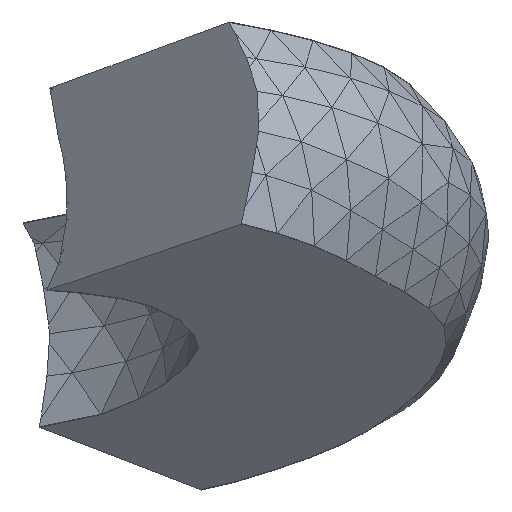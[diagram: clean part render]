
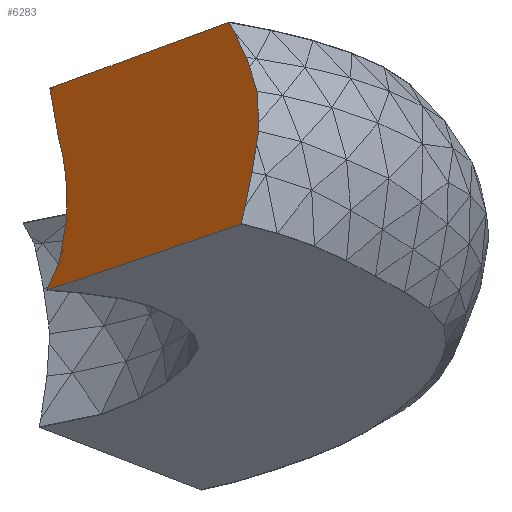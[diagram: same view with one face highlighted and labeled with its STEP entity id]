
A CAD part, front view. The second image highlights one B-rep face of the part: STEP entity #6283.
In plain terms, the highlighted planar face has unit normal (-0.698, -0.664, 0.269).
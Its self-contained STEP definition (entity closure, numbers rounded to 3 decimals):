
#449=FACE_OUTER_BOUND('',#884,.T.);
#884=EDGE_LOOP('',(#5390,#5391,#5392,#5393,#5394,#5395,#5396,#5397,#5398,
#5399,#5400,#5401,#5402,#5403,#5404,#5405,#5406,#5407,#5408,#5409,#5410,
#5411,#5412,#5413,#5414,#5415));
#924=LINE('',#8512,#1751);
#1007=LINE('',#8681,#1834);
#1054=LINE('',#8772,#1881);
#1145=LINE('',#8953,#1972);
#1148=LINE('',#8959,#1975);
#1172=LINE('',#9006,#1999);
#1413=LINE('',#9489,#2240);
#1430=LINE('',#9524,#2257);
#1432=LINE('',#9528,#2259);
#1489=LINE('',#9646,#2316);
#1580=LINE('',#9806,#2407);
#1680=LINE('',#10001,#2507);
#1684=LINE('',#10010,#2511);
#1687=LINE('',#10038,#2514);
#1689=LINE('',#10042,#2516);
#1691=LINE('',#10046,#2518);
#1693=LINE('',#10050,#2520);
#1695=LINE('',#10054,#2522);
#1697=LINE('',#10058,#2524);
#1699=LINE('',#10062,#2526);
#1701=LINE('',#10066,#2528);
#1703=LINE('',#10070,#2530);
#1705=LINE('',#10074,#2532);
#1707=LINE('',#10078,#2534);
#1709=LINE('',#10082,#2536);
#1711=LINE('',#10085,#2538);
#1751=VECTOR('',#6791,10.);
#1834=VECTOR('',#6894,10.);
#1881=VECTOR('',#6983,10.);
#1972=VECTOR('',#7194,10.);
#1975=VECTOR('',#7199,10.);
#1999=VECTOR('',#7269,10.);
#2240=VECTOR('',#7718,10.);
#2257=VECTOR('',#7759,10.);
#2259=VECTOR('',#7763,10.);
#2316=VECTOR('',#7864,10.);
#2407=VECTOR('',#8031,10.);
#2507=VECTOR('',#8313,10.);
#2511=VECTOR('',#8327,10.);
#2514=VECTOR('',#8378,10.);
#2516=VECTOR('',#8382,10.);
#2518=VECTOR('',#8386,10.);
#2520=VECTOR('',#8390,10.);
#2522=VECTOR('',#8394,10.);
#2524=VECTOR('',#8398,10.);
#2526=VECTOR('',#8402,10.);
#2528=VECTOR('',#8406,10.);
#2530=VECTOR('',#8410,10.);
#2532=VECTOR('',#8414,10.);
#2534=VECTOR('',#8418,10.);
#2536=VECTOR('',#8422,10.);
#2538=VECTOR('',#8426,10.);
#2571=VERTEX_POINT('',#8510);
#2572=VERTEX_POINT('',#8511);
#2647=VERTEX_POINT('',#8679);
#2648=VERTEX_POINT('',#8680);
#2671=VERTEX_POINT('',#8771);
#2701=VERTEX_POINT('',#8952);
#2703=VERTEX_POINT('',#8958);
#2841=VERTEX_POINT('',#9488);
#2847=VERTEX_POINT('',#9523);
#2848=VERTEX_POINT('',#9527);
#2886=VERTEX_POINT('',#9644);
#2887=VERTEX_POINT('',#9645);
#2918=VERTEX_POINT('',#9805);
#2922=VERTEX_POINT('',#10000);
#2923=VERTEX_POINT('',#10037);
#2924=VERTEX_POINT('',#10041);
#2925=VERTEX_POINT('',#10045);
#2926=VERTEX_POINT('',#10049);
#2927=VERTEX_POINT('',#10053);
#2928=VERTEX_POINT('',#10057);
#2929=VERTEX_POINT('',#10061);
#2930=VERTEX_POINT('',#10065);
#2931=VERTEX_POINT('',#10069);
#2932=VERTEX_POINT('',#10073);
#2933=VERTEX_POINT('',#10077);
#2934=VERTEX_POINT('',#10081);
#2974=EDGE_CURVE('',#2571,#2572,#924,.T.);
#3057=EDGE_CURVE('',#2647,#2648,#1007,.T.);
#3104=EDGE_CURVE('',#2671,#2647,#1054,.T.);
#3195=EDGE_CURVE('',#2701,#2671,#1145,.T.);
#3198=EDGE_CURVE('',#2703,#2701,#1148,.T.);
#3222=EDGE_CURVE('',#2572,#2703,#1172,.T.);
#3463=EDGE_CURVE('',#2841,#2571,#1413,.T.);
#3480=EDGE_CURVE('',#2847,#2841,#1430,.T.);
#3482=EDGE_CURVE('',#2848,#2847,#1432,.T.);
#3539=EDGE_CURVE('',#2886,#2887,#1489,.T.);
#3630=EDGE_CURVE('',#2887,#2918,#1580,.T.);
#3730=EDGE_CURVE('',#2922,#2848,#1680,.T.);
#3734=EDGE_CURVE('',#2918,#2922,#1684,.T.);
#3737=EDGE_CURVE('',#2648,#2923,#1687,.T.);
#3739=EDGE_CURVE('',#2923,#2924,#1689,.T.);
#3741=EDGE_CURVE('',#2924,#2925,#1691,.T.);
#3743=EDGE_CURVE('',#2925,#2926,#1693,.T.);
#3745=EDGE_CURVE('',#2926,#2927,#1695,.T.);
#3747=EDGE_CURVE('',#2927,#2928,#1697,.T.);
#3749=EDGE_CURVE('',#2928,#2929,#1699,.T.);
#3751=EDGE_CURVE('',#2929,#2930,#1701,.T.);
#3753=EDGE_CURVE('',#2930,#2931,#1703,.T.);
#3755=EDGE_CURVE('',#2931,#2932,#1705,.T.);
#3757=EDGE_CURVE('',#2932,#2933,#1707,.T.);
#3759=EDGE_CURVE('',#2933,#2934,#1709,.T.);
#3761=EDGE_CURVE('',#2934,#2886,#1711,.T.);
#5390=ORIENTED_EDGE('',*,*,#3737,.T.);
#5391=ORIENTED_EDGE('',*,*,#3739,.T.);
#5392=ORIENTED_EDGE('',*,*,#3741,.T.);
#5393=ORIENTED_EDGE('',*,*,#3743,.T.);
#5394=ORIENTED_EDGE('',*,*,#3745,.T.);
#5395=ORIENTED_EDGE('',*,*,#3747,.T.);
#5396=ORIENTED_EDGE('',*,*,#3749,.T.);
#5397=ORIENTED_EDGE('',*,*,#3751,.T.);
#5398=ORIENTED_EDGE('',*,*,#3753,.T.);
#5399=ORIENTED_EDGE('',*,*,#3755,.T.);
#5400=ORIENTED_EDGE('',*,*,#3757,.T.);
#5401=ORIENTED_EDGE('',*,*,#3759,.T.);
#5402=ORIENTED_EDGE('',*,*,#3761,.T.);
#5403=ORIENTED_EDGE('',*,*,#3539,.T.);
#5404=ORIENTED_EDGE('',*,*,#3630,.T.);
#5405=ORIENTED_EDGE('',*,*,#3734,.T.);
#5406=ORIENTED_EDGE('',*,*,#3730,.T.);
#5407=ORIENTED_EDGE('',*,*,#3482,.T.);
#5408=ORIENTED_EDGE('',*,*,#3480,.T.);
#5409=ORIENTED_EDGE('',*,*,#3463,.T.);
#5410=ORIENTED_EDGE('',*,*,#2974,.T.);
#5411=ORIENTED_EDGE('',*,*,#3222,.T.);
#5412=ORIENTED_EDGE('',*,*,#3198,.T.);
#5413=ORIENTED_EDGE('',*,*,#3195,.T.);
#5414=ORIENTED_EDGE('',*,*,#3104,.T.);
#5415=ORIENTED_EDGE('',*,*,#3057,.T.);
#5849=PLANE('',#6731);
#6283=ADVANCED_FACE('',(#449),#5849,.T.);
#6731=AXIS2_PLACEMENT_3D('',#10086,#8427,#8428);
#6791=DIRECTION('',(-0.717,0.645,-0.265));
#6894=DIRECTION('',(0.119,-0.477,-0.871));
#6983=DIRECTION('',(0.195,-0.537,-0.821));
#7194=DIRECTION('',(0.147,-0.5,-0.854));
#7199=DIRECTION('',(0.216,-0.552,-0.805));
#7269=DIRECTION('',(0.,-0.375,-0.927));
#7718=DIRECTION('',(-0.002,0.377,0.926));
#7759=DIRECTION('',(-0.353,0.645,0.678));
#7763=DIRECTION('',(-0.336,0.634,0.696));
#7864=DIRECTION('',(0.004,0.371,0.928));
#8031=DIRECTION('',(-0.045,0.415,0.909));
#8313=DIRECTION('',(-0.259,0.583,0.77));
#8327=DIRECTION('',(-0.239,0.569,0.787));
#8378=DIRECTION('',(0.04,-0.411,-0.911));
#8382=DIRECTION('',(-0.014,-0.362,-0.932));
#8386=DIRECTION('',(-0.164,-0.217,-0.962));
#8390=DIRECTION('',(-0.187,-0.193,-0.963));
#8394=DIRECTION('',(-0.356,-0.005,-0.935));
#8398=DIRECTION('',(-0.406,0.057,-0.912));
#8402=DIRECTION('',(-0.013,-0.363,-0.932));
#8406=DIRECTION('',(0.716,-0.654,0.244));
#8410=DIRECTION('',(0.013,0.363,0.932));
#8414=DIRECTION('',(0.224,0.154,0.962));
#8418=DIRECTION('',(0.187,0.193,0.963));
#8422=DIRECTION('',(0.159,0.223,0.962));
#8426=DIRECTION('',(0.153,0.228,0.961));
#8427=DIRECTION('center_axis',(-0.698,-0.664,0.269));
#8428=DIRECTION('ref_axis',(0.36,0.,0.933));
#8510=CARTESIAN_POINT('',(15.104,70.944,951.74));
#8511=CARTESIAN_POINT('',(8.141,77.216,949.165));
#8512=CARTESIAN_POINT('',(-0.592,85.08,945.936));
#8679=CARTESIAN_POINT('',(8.66,75.572,946.453));
#8680=CARTESIAN_POINT('',(8.759,75.176,945.731));
#8681=CARTESIAN_POINT('',(8.559,75.98,947.198));
#8771=CARTESIAN_POINT('',(8.487,76.05,947.184));
#8772=CARTESIAN_POINT('',(8.373,76.365,947.665));
#8952=CARTESIAN_POINT('',(8.164,77.148,949.059));
#8953=CARTESIAN_POINT('',(8.425,76.259,947.541));
#8958=CARTESIAN_POINT('',(8.141,77.208,949.146));
#8959=CARTESIAN_POINT('',(8.412,76.514,948.134));
#9006=CARTESIAN_POINT('',(8.14,76.434,947.231));
#9488=CARTESIAN_POINT('',(15.104,70.937,951.721));
#9489=CARTESIAN_POINT('',(15.108,70.162,949.814));
#9523=CARTESIAN_POINT('',(15.291,70.596,951.363));
#9524=CARTESIAN_POINT('',(13.932,73.081,953.978));
#9527=CARTESIAN_POINT('',(15.771,69.69,950.368));
#9528=CARTESIAN_POINT('',(14.086,72.872,953.86));
#9644=CARTESIAN_POINT('',(16.244,68.033,947.502));
#9645=CARTESIAN_POINT('',(16.245,68.171,947.846));
#9646=CARTESIAN_POINT('',(16.245,68.167,947.838));
#9805=CARTESIAN_POINT('',(16.185,68.717,949.042));
#9806=CARTESIAN_POINT('',(16.21,68.49,948.544));
#10000=CARTESIAN_POINT('',(15.893,69.413,950.004));
#10001=CARTESIAN_POINT('',(15.251,70.86,951.914));
#10010=CARTESIAN_POINT('',(15.376,70.646,951.707));
#10037=CARTESIAN_POINT('',(8.8,74.756,944.799));
#10038=CARTESIAN_POINT('',(8.748,75.288,945.978));
#10041=CARTESIAN_POINT('',(8.789,74.476,944.078));
#10042=CARTESIAN_POINT('',(8.798,74.704,944.664));
#10045=CARTESIAN_POINT('',(8.532,74.137,942.575));
#10046=CARTESIAN_POINT('',(8.698,74.356,943.545));
#10049=CARTESIAN_POINT('',(8.499,74.104,942.406));
#10050=CARTESIAN_POINT('',(8.685,74.295,943.361));
#10053=CARTESIAN_POINT('',(8.484,74.103,942.365));
#10054=CARTESIAN_POINT('',(8.074,74.098,941.288));
#10057=CARTESIAN_POINT('',(8.028,74.168,941.342));
#10058=CARTESIAN_POINT('',(7.559,74.234,940.29));
#10061=CARTESIAN_POINT('',(8.028,74.161,941.323));
#10062=CARTESIAN_POINT('',(8.055,74.901,943.224));
#10065=CARTESIAN_POINT('',(15.57,67.28,943.894));
#10066=CARTESIAN_POINT('',(-1.563,82.909,938.054));
#10069=CARTESIAN_POINT('',(15.57,67.287,943.912));
#10070=CARTESIAN_POINT('',(15.598,68.021,945.795));
#10073=CARTESIAN_POINT('',(15.723,67.392,944.568));
#10074=CARTESIAN_POINT('',(15.53,67.259,943.738));
#10077=CARTESIAN_POINT('',(15.983,67.66,945.905));
#10078=CARTESIAN_POINT('',(15.669,67.337,944.293));
#10081=CARTESIAN_POINT('',(16.163,67.913,946.997));
#10082=CARTESIAN_POINT('',(15.789,67.388,944.728));
#10085=CARTESIAN_POINT('',(15.817,67.395,944.817));
#10086=CARTESIAN_POINT('Origin',(0.186,82.838,942.416));
